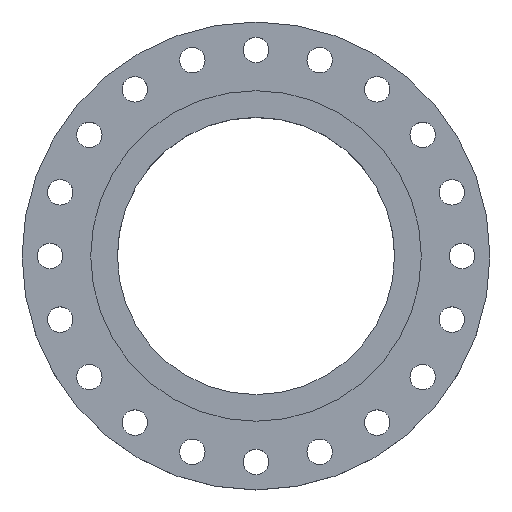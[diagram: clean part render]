
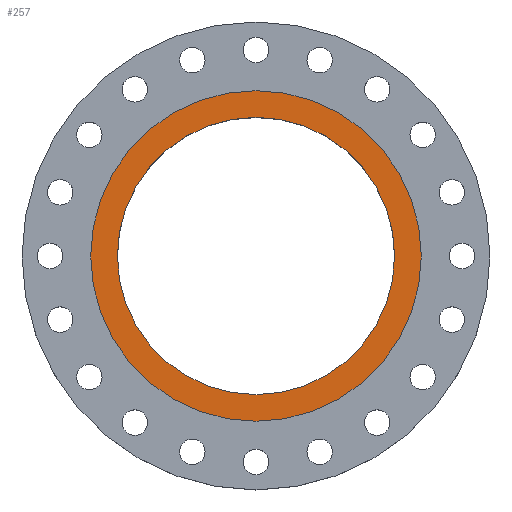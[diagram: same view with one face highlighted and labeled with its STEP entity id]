
A CAD part, top view. The second image highlights one B-rep face of the part: STEP entity #257.
In plain terms, the highlighted planar face has unit normal (0, 0, 1).
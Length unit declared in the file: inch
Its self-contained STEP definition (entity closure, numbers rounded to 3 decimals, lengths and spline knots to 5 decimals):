
#72 = EDGE_LOOP ( 'NONE', ( #306, #1072 ) ) ;
#176 = CIRCLE ( 'NONE', #1805, 8.125 ) ;
#218 = CIRCLE ( 'NONE', #1185, 6.8125 ) ;
#257 = ADVANCED_FACE ( 'NONE', ( #737, #290 ), #280, .F. ) ;
#262 = AXIS2_PLACEMENT_3D ( 'NONE', #965, #1125, #1115 ) ;
#280 = PLANE ( 'NONE',  #320 ) ;
#286 = EDGE_CURVE ( 'NONE', #673, #1389, #218, .T. ) ;
#290 = FACE_OUTER_BOUND ( 'NONE', #2037, .T. ) ;
#305 = CIRCLE ( 'NONE', #1992, 8.125 ) ;
#306 = ORIENTED_EDGE ( 'NONE', *, *, #286, .F. ) ;
#320 = AXIS2_PLACEMENT_3D ( 'NONE', #903, #452, #1239 ) ;
#452 = DIRECTION ( 'NONE',  ( 0., 0., -1. ) ) ;
#470 = EDGE_CURVE ( 'NONE', #854, #1829, #176, .T. ) ;
#547 = ORIENTED_EDGE ( 'NONE', *, *, #1826, .T. ) ;
#673 = VERTEX_POINT ( 'NONE', #931 ) ;
#737 = FACE_BOUND ( 'NONE', #72, .T. ) ;
#773 = EDGE_CURVE ( 'NONE', #1389, #673, #976, .T. ) ;
#797 = CARTESIAN_POINT ( 'NONE',  ( 8.125, 0., 0. ) ) ;
#853 = ORIENTED_EDGE ( 'NONE', *, *, #470, .T. ) ;
#854 = VERTEX_POINT ( 'NONE', #1566 ) ;
#903 = CARTESIAN_POINT ( 'NONE',  ( 0., 6.8125, 0. ) ) ;
#931 = CARTESIAN_POINT ( 'NONE',  ( 6.8125, 0., 0. ) ) ;
#965 = CARTESIAN_POINT ( 'NONE',  ( 0., 0., 0. ) ) ;
#976 = CIRCLE ( 'NONE', #262, 6.8125 ) ;
#988 = DIRECTION ( 'NONE',  ( 1., 0., 0. ) ) ;
#1072 = ORIENTED_EDGE ( 'NONE', *, *, #773, .F. ) ;
#1115 = DIRECTION ( 'NONE',  ( 1., 0., 0. ) ) ;
#1116 = DIRECTION ( 'NONE',  ( 0., 0., 1. ) ) ;
#1125 = DIRECTION ( 'NONE',  ( 0., 0., 1. ) ) ;
#1185 = AXIS2_PLACEMENT_3D ( 'NONE', #1673, #1704, #1521 ) ;
#1239 = DIRECTION ( 'NONE',  ( -1., 0., 0. ) ) ;
#1389 = VERTEX_POINT ( 'NONE', #1950 ) ;
#1403 = DIRECTION ( 'NONE',  ( 1., 0., 0. ) ) ;
#1521 = DIRECTION ( 'NONE',  ( 1., 0., 0. ) ) ;
#1566 = CARTESIAN_POINT ( 'NONE',  ( -8.125, 0., 0. ) ) ;
#1585 = CARTESIAN_POINT ( 'NONE',  ( 0., 0., 0. ) ) ;
#1673 = CARTESIAN_POINT ( 'NONE',  ( 0., 0., 0. ) ) ;
#1704 = DIRECTION ( 'NONE',  ( 0., 0., 1. ) ) ;
#1805 = AXIS2_PLACEMENT_3D ( 'NONE', #1585, #1905, #988 ) ;
#1826 = EDGE_CURVE ( 'NONE', #1829, #854, #305, .T. ) ;
#1829 = VERTEX_POINT ( 'NONE', #797 ) ;
#1905 = DIRECTION ( 'NONE',  ( 0., 0., 1. ) ) ;
#1950 = CARTESIAN_POINT ( 'NONE',  ( -6.8125, 0., 0. ) ) ;
#1992 = AXIS2_PLACEMENT_3D ( 'NONE', #2039, #1116, #1403 ) ;
#2037 = EDGE_LOOP ( 'NONE', ( #547, #853 ) ) ;
#2039 = CARTESIAN_POINT ( 'NONE',  ( 0., 0., 0. ) ) ;
